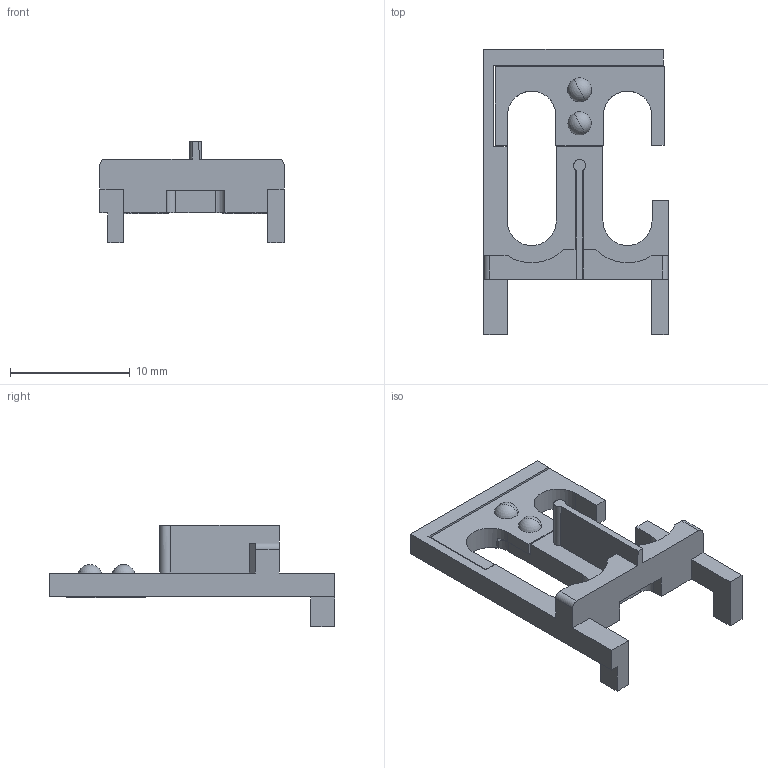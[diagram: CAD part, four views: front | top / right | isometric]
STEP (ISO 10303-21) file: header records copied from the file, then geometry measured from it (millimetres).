
FILE_DESCRIPTION(('CATIA V5 STEP Exchange','CAx-IF Rec.Pracs.--- Model Styling and Organization---1.4--- 2014-01-23'),'2;1');
FILE_NAME ('001755-2_1', '2021-08-09T07:17:32+00:00', ('none'), ('Weidmueller'), 'CATIA Version 5-6 Release 2016 SP3 HF44', 'CATIA V5 STEP AP214', 'none');
FILE_SCHEMA(('AUTOMOTIVE_DESIGN { 1 0 10303 214 1 1 1 1 }'));
Length unit declared in the file: millimetre
Products named in the file (1): 0307300000
Bounding box: 15.4 x 23.8 x 8.5 mm (x, y, z)
Volume: 496.4 mm3; surface area: 1050 mm2
Topology: 2 solids, 2 shells, 86 faces, 255 edges, 170 vertices
Faces by surface type: plane 61, cylinder 21, sphere 4
Entity records: 2771 total; most frequent: CARTESIAN_POINT 513, ORIENTED_EDGE 502, DIRECTION 383, EDGE_CURVE 251, VECTOR 199, LINE 199, VERTEX_POINT 170, AXIS2_PLACEMENT_3D 116
